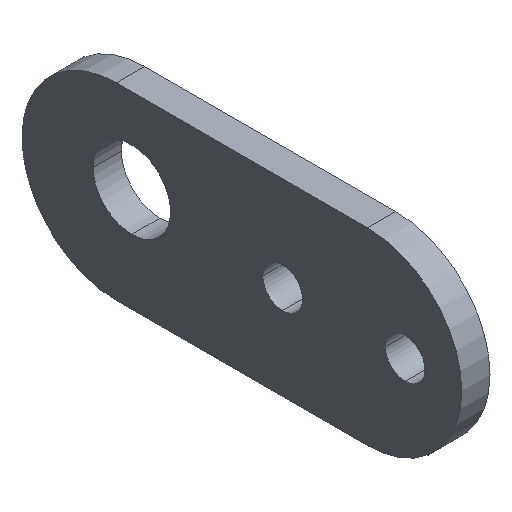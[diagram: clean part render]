
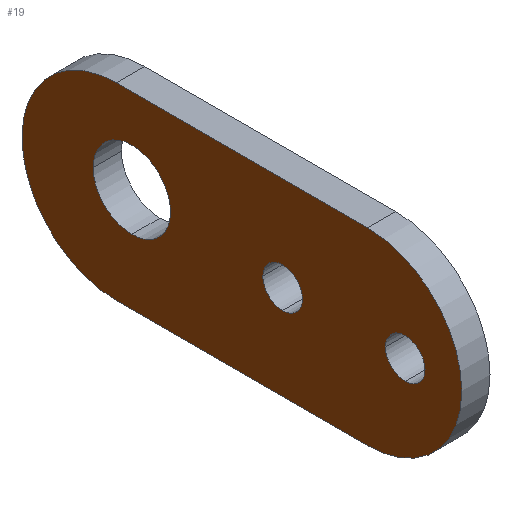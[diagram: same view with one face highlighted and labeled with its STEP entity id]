
A CAD part, isometric view. The second image highlights one B-rep face of the part: STEP entity #19.
In plain terms, the highlighted planar face has unit normal (-1, 0, 0).
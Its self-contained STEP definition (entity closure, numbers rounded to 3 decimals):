
#1 = DIRECTION ( 'NONE',  ( 0., 0., -1. ) ) ;
#7 = CARTESIAN_POINT ( 'NONE',  ( -126.55, 132.086, 138. ) ) ;
#9 = FACE_BOUND ( 'NONE', #418, .T. ) ;
#19 = ADVANCED_FACE ( 'NONE', ( #107, #9, #421, #298 ), #503, .F. ) ;
#21 = DIRECTION ( 'NONE',  ( 0., 0., -1. ) ) ;
#23 = DIRECTION ( 'NONE',  ( 1., 0., 0. ) ) ;
#24 = ORIENTED_EDGE ( 'NONE', *, *, #313, .T. ) ;
#25 = DIRECTION ( 'NONE',  ( 0., 1., 0. ) ) ;
#28 = ORIENTED_EDGE ( 'NONE', *, *, #205, .T. ) ;
#29 = CARTESIAN_POINT ( 'NONE',  ( -126.55, 148.086, 139. ) ) ;
#36 = VERTEX_POINT ( 'NONE', #512 ) ;
#38 = VERTEX_POINT ( 'NONE', #466 ) ;
#40 = CIRCLE ( 'NONE', #445, 2.1 ) ;
#48 = VERTEX_POINT ( 'NONE', #448 ) ;
#50 = DIRECTION ( 'NONE',  ( 0., 1., 0. ) ) ;
#52 = CARTESIAN_POINT ( 'NONE',  ( -126.55, 148.086, 139. ) ) ;
#53 = DIRECTION ( 'NONE',  ( 0., 0., -1. ) ) ;
#55 = DIRECTION ( 'NONE',  ( 1., 0., 0. ) ) ;
#56 = CARTESIAN_POINT ( 'NONE',  ( -126.55, 132.086, 138. ) ) ;
#57 = VECTOR ( 'NONE', #136, 1000. ) ;
#61 = DIRECTION ( 'NONE',  ( 1., 0., 0. ) ) ;
#62 = CARTESIAN_POINT ( 'NONE',  ( -126.55, 148.086, 139. ) ) ;
#66 = CIRCLE ( 'NONE', #467, 10. ) ;
#69 = ORIENTED_EDGE ( 'NONE', *, *, #195, .T. ) ;
#80 = ORIENTED_EDGE ( 'NONE', *, *, #185, .T. ) ;
#82 = VERTEX_POINT ( 'NONE', #385 ) ;
#85 = DIRECTION ( 'NONE',  ( 0., 0., -1. ) ) ;
#86 = EDGE_LOOP ( 'NONE', ( #462, #225, #206 ) ) ;
#88 = CARTESIAN_POINT ( 'NONE',  ( -126.55, 129.986, 138. ) ) ;
#89 = DIRECTION ( 'NONE',  ( 0., 1., 0. ) ) ;
#91 = CARTESIAN_POINT ( 'NONE',  ( -126.55, 149.736, 128. ) ) ;
#92 = DIRECTION ( 'NONE',  ( 1., 0., 0. ) ) ;
#97 = CIRCLE ( 'NONE', #436, 2.1 ) ;
#103 = DIRECTION ( 'NONE',  ( 0., 0., -1. ) ) ;
#104 = ORIENTED_EDGE ( 'NONE', *, *, #361, .T. ) ;
#107 = FACE_OUTER_BOUND ( 'NONE', #522, .T. ) ;
#108 = DIRECTION ( 'NONE',  ( -1., 0., 0. ) ) ;
#110 = CARTESIAN_POINT ( 'NONE',  ( -126.55, 123.086, 138. ) ) ;
#119 = DIRECTION ( 'NONE',  ( 0., 0., 1. ) ) ;
#123 = DIRECTION ( 'NONE',  ( -1., 0., 0. ) ) ;
#125 = CARTESIAN_POINT ( 'NONE',  ( -126.55, 149.736, 138. ) ) ;
#127 = DIRECTION ( 'NONE',  ( 0., 1., 0. ) ) ;
#131 = CIRCLE ( 'NONE', #442, 2.1 ) ;
#133 = VERTEX_POINT ( 'NONE', #343 ) ;
#136 = DIRECTION ( 'NONE',  ( 0., 1., 0. ) ) ;
#138 = VECTOR ( 'NONE', #127, 1000. ) ;
#139 = ORIENTED_EDGE ( 'NONE', *, *, #209, .T. ) ;
#142 = CARTESIAN_POINT ( 'NONE',  ( -126.55, 148.086, 134.9 ) ) ;
#147 = LINE ( 'NONE', #154, #57 ) ;
#154 = CARTESIAN_POINT ( 'NONE',  ( -126.55, 123.086, 128. ) ) ;
#155 = CARTESIAN_POINT ( 'NONE',  ( -126.55, 116.986, 138. ) ) ;
#159 = CARTESIAN_POINT ( 'NONE',  ( -126.55, 132.086, 135.9 ) ) ;
#165 = CARTESIAN_POINT ( 'NONE',  ( -126.55, 134.186, 138. ) ) ;
#170 = VERTEX_POINT ( 'NONE', #165 ) ;
#181 = EDGE_CURVE ( 'NONE', #48, #242, #147, .T. ) ;
#184 = EDGE_LOOP ( 'NONE', ( #397, #24, #139 ) ) ;
#185 = EDGE_CURVE ( 'NONE', #36, #242, #66, .T. ) ;
#186 = DIRECTION ( 'NONE',  ( 1., 0., 0. ) ) ;
#195 = EDGE_CURVE ( 'NONE', #48, #82, #492, .T. ) ;
#197 = EDGE_CURVE ( 'NONE', #82, #36, #365, .T. ) ;
#201 = EDGE_CURVE ( 'NONE', #489, #487, #349, .T. ) ;
#203 = ORIENTED_EDGE ( 'NONE', *, *, #197, .T. ) ;
#205 = EDGE_CURVE ( 'NONE', #493, #489, #478, .T. ) ;
#206 = ORIENTED_EDGE ( 'NONE', *, *, #234, .T. ) ;
#207 = EDGE_CURVE ( 'NONE', #170, #481, #235, .T. ) ;
#209 = EDGE_CURVE ( 'NONE', #441, #170, #40, .T. ) ;
#214 = EDGE_CURVE ( 'NONE', #38, #351, #131, .T. ) ;
#219 = DIRECTION ( 'NONE',  ( 1., 0., 0. ) ) ;
#225 = ORIENTED_EDGE ( 'NONE', *, *, #269, .T. ) ;
#228 = DIRECTION ( 'NONE',  ( 0., 0., -1. ) ) ;
#233 = DIRECTION ( 'NONE',  ( 1., 0., 0. ) ) ;
#234 = EDGE_CURVE ( 'NONE', #133, #38, #337, .T. ) ;
#235 = CIRCLE ( 'NONE', #447, 2.1 ) ;
#242 = VERTEX_POINT ( 'NONE', #91 ) ;
#252 = CARTESIAN_POINT ( 'NONE',  ( -126.55, 123.086, 148. ) ) ;
#253 = ORIENTED_EDGE ( 'NONE', *, *, #181, .F. ) ;
#259 = CARTESIAN_POINT ( 'NONE',  ( -126.55, 143.986, 139. ) ) ;
#269 = EDGE_CURVE ( 'NONE', #351, #133, #97, .T. ) ;
#283 = CARTESIAN_POINT ( 'NONE',  ( -126.55, 119.086, 138. ) ) ;
#298 = FACE_BOUND ( 'NONE', #86, .T. ) ;
#300 = CARTESIAN_POINT ( 'NONE',  ( -126.55, 152.186, 139. ) ) ;
#313 = EDGE_CURVE ( 'NONE', #481, #441, #332, .T. ) ;
#327 = DIRECTION ( 'NONE',  ( 1., 0., 0. ) ) ;
#332 = CIRCLE ( 'NONE', #428, 2.1 ) ;
#336 = ORIENTED_EDGE ( 'NONE', *, *, #201, .T. ) ;
#337 = CIRCLE ( 'NONE', #439, 2.1 ) ;
#343 = CARTESIAN_POINT ( 'NONE',  ( -126.55, 119.086, 135.9 ) ) ;
#349 = CIRCLE ( 'NONE', #455, 4.1 ) ;
#351 = VERTEX_POINT ( 'NONE', #155 ) ;
#361 = EDGE_CURVE ( 'NONE', #487, #493, #524, .T. ) ;
#365 = LINE ( 'NONE', #252, #138 ) ;
#377 = DIRECTION ( 'NONE',  ( 0., 1., 0. ) ) ;
#381 = DIRECTION ( 'NONE',  ( 1., 0., 0. ) ) ;
#385 = CARTESIAN_POINT ( 'NONE',  ( -126.55, 123.086, 148. ) ) ;
#397 = ORIENTED_EDGE ( 'NONE', *, *, #207, .T. ) ;
#413 = CARTESIAN_POINT ( 'NONE',  ( -126.55, 119.086, 138. ) ) ;
#416 = DIRECTION ( 'NONE',  ( 1., 0., 0. ) ) ;
#418 = EDGE_LOOP ( 'NONE', ( #336, #104, #28 ) ) ;
#421 = FACE_BOUND ( 'NONE', #184, .T. ) ;
#423 = AXIS2_PLACEMENT_3D ( 'NONE', #52, #327, #85 ) ;
#428 = AXIS2_PLACEMENT_3D ( 'NONE', #459, #186, #511 ) ;
#436 = AXIS2_PLACEMENT_3D ( 'NONE', #507, #219, #1 ) ;
#439 = AXIS2_PLACEMENT_3D ( 'NONE', #283, #233, #228 ) ;
#441 = VERTEX_POINT ( 'NONE', #159 ) ;
#442 = AXIS2_PLACEMENT_3D ( 'NONE', #413, #381, #377 ) ;
#445 = AXIS2_PLACEMENT_3D ( 'NONE', #56, #55, #53 ) ;
#447 = AXIS2_PLACEMENT_3D ( 'NONE', #7, #416, #89 ) ;
#448 = CARTESIAN_POINT ( 'NONE',  ( -126.55, 123.086, 128. ) ) ;
#455 = AXIS2_PLACEMENT_3D ( 'NONE', #62, #61, #50 ) ;
#458 = AXIS2_PLACEMENT_3D ( 'NONE', #29, #23, #21 ) ;
#459 = CARTESIAN_POINT ( 'NONE',  ( -126.55, 132.086, 138. ) ) ;
#462 = ORIENTED_EDGE ( 'NONE', *, *, #214, .T. ) ;
#464 = AXIS2_PLACEMENT_3D ( 'NONE', #110, #108, #103 ) ;
#466 = CARTESIAN_POINT ( 'NONE',  ( -126.55, 121.186, 138. ) ) ;
#467 = AXIS2_PLACEMENT_3D ( 'NONE', #125, #123, #119 ) ;
#478 = CIRCLE ( 'NONE', #458, 4.1 ) ;
#481 = VERTEX_POINT ( 'NONE', #88 ) ;
#483 = AXIS2_PLACEMENT_3D ( 'NONE', #495, #92, #25 ) ;
#487 = VERTEX_POINT ( 'NONE', #259 ) ;
#489 = VERTEX_POINT ( 'NONE', #300 ) ;
#492 = CIRCLE ( 'NONE', #464, 10. ) ;
#493 = VERTEX_POINT ( 'NONE', #142 ) ;
#495 = CARTESIAN_POINT ( 'NONE',  ( -126.55, 168.086, 139. ) ) ;
#503 = PLANE ( 'NONE',  #483 ) ;
#507 = CARTESIAN_POINT ( 'NONE',  ( -126.55, 119.086, 138. ) ) ;
#511 = DIRECTION ( 'NONE',  ( 0., 0., -1. ) ) ;
#512 = CARTESIAN_POINT ( 'NONE',  ( -126.55, 149.736, 148. ) ) ;
#522 = EDGE_LOOP ( 'NONE', ( #80, #253, #69, #203 ) ) ;
#524 = CIRCLE ( 'NONE', #423, 4.1 ) ;
